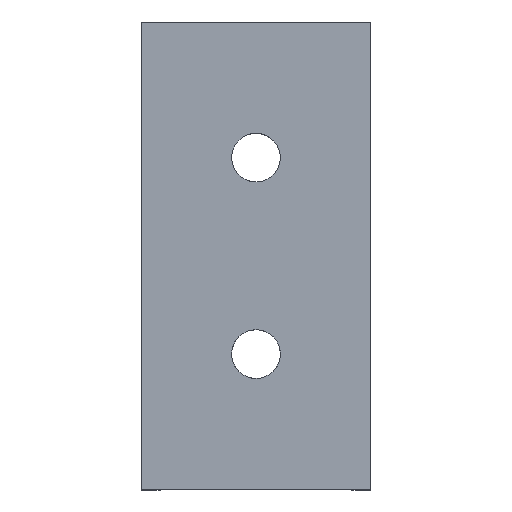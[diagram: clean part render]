
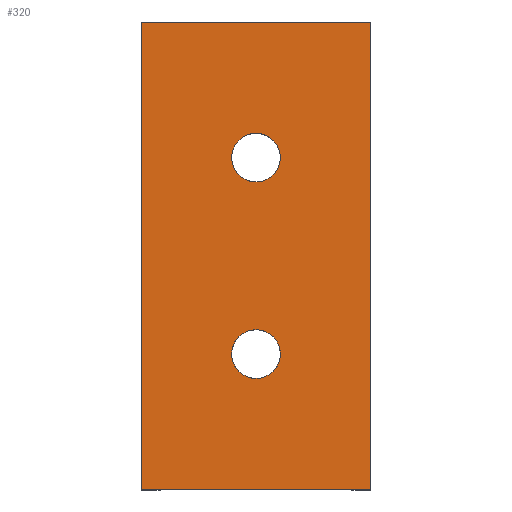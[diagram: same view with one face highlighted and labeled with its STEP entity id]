
A CAD part, top view. The second image highlights one B-rep face of the part: STEP entity #320.
In plain terms, the highlighted planar face has unit normal (0, 0, 1).
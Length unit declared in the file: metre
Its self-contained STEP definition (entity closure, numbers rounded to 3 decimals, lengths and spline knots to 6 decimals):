
#12=PLANE('',#357);
#32=LINE('',#515,#66);
#33=LINE('',#518,#67);
#34=LINE('',#520,#68);
#35=LINE('',#522,#69);
#66=VECTOR('',#403,1.);
#67=VECTOR('',#404,1.);
#68=VECTOR('',#405,1.);
#69=VECTOR('',#406,1.);
#108=ORIENTED_EDGE('',*,*,#196,.T.);
#109=ORIENTED_EDGE('',*,*,#197,.T.);
#110=ORIENTED_EDGE('',*,*,#198,.F.);
#111=ORIENTED_EDGE('',*,*,#199,.F.);
#112=ORIENTED_EDGE('',*,*,#200,.T.);
#113=ORIENTED_EDGE('',*,*,#201,.T.);
#196=EDGE_CURVE('',#240,#240,#264,.F.);
#197=EDGE_CURVE('',#241,#241,#265,.F.);
#198=EDGE_CURVE('',#242,#243,#32,.T.);
#199=EDGE_CURVE('',#244,#242,#33,.F.);
#200=EDGE_CURVE('',#244,#245,#34,.T.);
#201=EDGE_CURVE('',#245,#243,#35,.F.);
#240=VERTEX_POINT('',#512);
#241=VERTEX_POINT('',#514);
#242=VERTEX_POINT('',#516);
#243=VERTEX_POINT('',#517);
#244=VERTEX_POINT('',#519);
#245=VERTEX_POINT('',#521);
#264=CIRCLE('',#358,0.0026);
#265=CIRCLE('',#359,0.0026);
#270=EDGE_LOOP('',(#108));
#271=EDGE_LOOP('',(#109));
#272=EDGE_LOOP('',(#110,#111,#112,#113));
#294=FACE_BOUND('',#270,.T.);
#295=FACE_BOUND('',#271,.T.);
#296=FACE_BOUND('',#272,.T.);
#320=ADVANCED_FACE('',(#294,#295,#296),#12,.T.);
#357=AXIS2_PLACEMENT_3D('',#510,#397,#398);
#358=AXIS2_PLACEMENT_3D('',#511,#399,#400);
#359=AXIS2_PLACEMENT_3D('',#513,#401,#402);
#397=DIRECTION('',(0.,0.,1.));
#398=DIRECTION('',(1.,0.,0.));
#399=DIRECTION('',(0.,0.,1.));
#400=DIRECTION('',(1.,0.,0.));
#401=DIRECTION('',(0.,0.,1.));
#402=DIRECTION('',(1.,0.,0.));
#403=DIRECTION('',(0.,1.,0.));
#404=DIRECTION('',(1.,0.,0.));
#405=DIRECTION('',(0.,1.,0.));
#406=DIRECTION('',(1.,0.,0.));
#510=CARTESIAN_POINT('',(0.,0.,0.0285));
#511=CARTESIAN_POINT('',(0.,0.0105,0.0285));
#512=CARTESIAN_POINT('',(0.0026,0.0105,0.0285));
#513=CARTESIAN_POINT('',(0.,-0.0105,0.0285));
#514=CARTESIAN_POINT('',(0.0026,-0.0105,0.0285));
#515=CARTESIAN_POINT('',(-0.01225,-0.0105,0.0285));
#516=CARTESIAN_POINT('',(-0.01225,-0.025,0.0285));
#517=CARTESIAN_POINT('',(-0.01225,0.025,0.0285));
#518=CARTESIAN_POINT('',(0.,-0.025,0.0285));
#519=CARTESIAN_POINT('',(0.01225,-0.025,0.0285));
#520=CARTESIAN_POINT('',(0.01225,-0.0105,0.0285));
#521=CARTESIAN_POINT('',(0.01225,0.025,0.0285));
#522=CARTESIAN_POINT('',(0.,0.025,0.0285));
